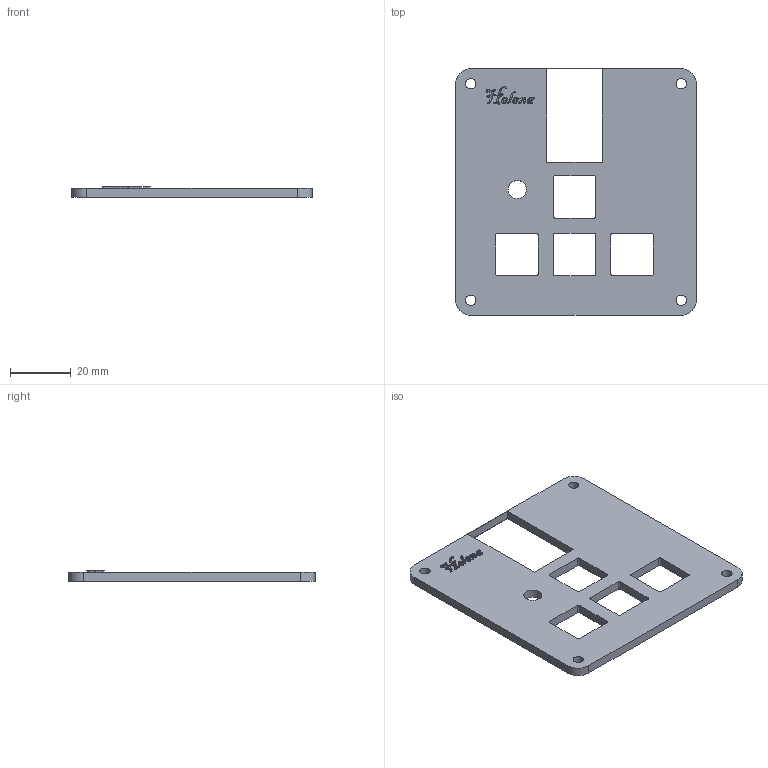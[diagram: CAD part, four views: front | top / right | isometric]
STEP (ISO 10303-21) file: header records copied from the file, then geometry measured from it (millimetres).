
FILE_DESCRIPTION(/* description */ (''),/* implementation_level */ '2;1');
FILE_NAME(/* name */ 'Top portion (lol).step',/* time_stamp */ '2026-02-04T18:42:33-08:00',/* author */ (''),/* organization */ (''),/* preprocessor_version */ 'ST-DEVELOPER v20.1',/* originating_system */ 'Autodesk Translation Framework v14.24.0.0',/* authorisation */ '');
FILE_SCHEMA (('AUTOMOTIVE_DESIGN { 1 0 10303 214 3 1 1 }'));
Length unit declared in the file: millimetre
Products named in the file (1): 2026-02-03-18-35-19-532
Bounding box: 79.53 x 81.58 x 3.5 mm (x, y, z)
Volume: 15144 mm3; surface area: 12230.2 mm2
Topology: 1 solids, 1 shells, 787 faces, 2325 edges, 1550 vertices
Faces by surface type: plane 489, bspline 273, cylinder 25
Full cylindrical faces by diameter (mm): 3.4 x4, 6 x1
Entity records: 28558 total; most frequent: CARTESIAN_POINT 9316, ORIENTED_EDGE 4650, DIRECTION 2856, EDGE_CURVE 2325, LINE 1726, VECTOR 1726, VERTEX_POINT 1550, EDGE_LOOP 817
